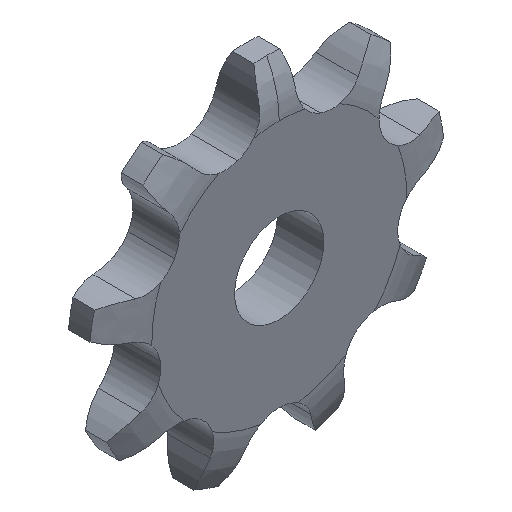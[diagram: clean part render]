
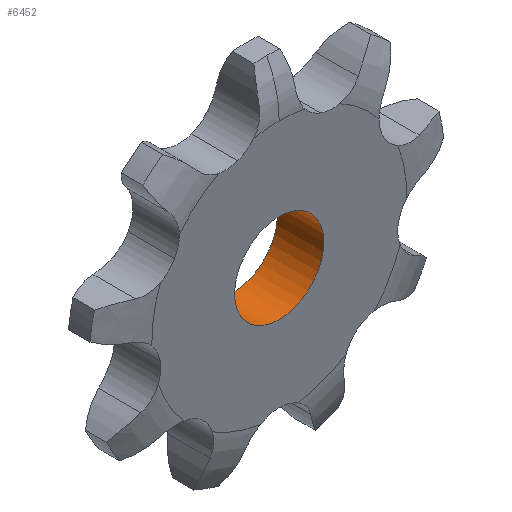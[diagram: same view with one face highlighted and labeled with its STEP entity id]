
A CAD part, isometric view. The second image highlights one B-rep face of the part: STEP entity #6452.
In plain terms, the highlighted cylindrical face has radius 2.5 mm (diameter 5 mm), a full revolution.
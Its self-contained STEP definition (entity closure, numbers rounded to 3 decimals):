
#210 = PLANE('',#211);
#211 = AXIS2_PLACEMENT_3D('',#212,#213,#214);
#212 = CARTESIAN_POINT('',(0.,0.,
    0.));
#213 = DIRECTION('',(0.,1.,0.));
#214 = DIRECTION('',(0.,0.,-1.));
#493 = PLANE('',#494);
#494 = AXIS2_PLACEMENT_3D('',#495,#496,#497);
#495 = CARTESIAN_POINT('',(0.,-2.6,0.)
  );
#496 = DIRECTION('',(0.,-1.,0.));
#497 = DIRECTION('',(0.,0.,1.));
#1806 = EDGE_CURVE('',#1807,#1807,#1809,.T.);
#1807 = VERTEX_POINT('',#1808);
#1808 = CARTESIAN_POINT('',(2.5,0.,0.));
#1809 = SURFACE_CURVE('',#1810,(#1815,#1826),.PCURVE_S1.);
#1810 = CIRCLE('',#1811,2.5);
#1811 = AXIS2_PLACEMENT_3D('',#1812,#1813,#1814);
#1812 = CARTESIAN_POINT('',(0.,0.,0.));
#1813 = DIRECTION('',(0.,-1.,0.));
#1814 = DIRECTION('',(1.,0.,0.));
#1815 = PCURVE('',#210,#1816);
#1816 = DEFINITIONAL_REPRESENTATION('',(#1817),#1825);
#1817 = ( BOUNDED_CURVE() B_SPLINE_CURVE(2,(#1818,#1819,#1820,#1821,
#1822,#1823,#1824),.UNSPECIFIED.,.T.,.F.) B_SPLINE_CURVE_WITH_KNOTS((1,2
    ,2,2,2,1),(-2.094,0.,2.094,4.189,
6.283,8.378),.UNSPECIFIED.) CURVE() 
GEOMETRIC_REPRESENTATION_ITEM() RATIONAL_B_SPLINE_CURVE((1.,0.5,1.,0.5,
1.,0.5,1.)) REPRESENTATION_ITEM('') );
#1818 = CARTESIAN_POINT('',(0.,-2.5));
#1819 = CARTESIAN_POINT('',(-4.33,-2.5));
#1820 = CARTESIAN_POINT('',(-2.165,1.25));
#1821 = CARTESIAN_POINT('',(0.,5.));
#1822 = CARTESIAN_POINT('',(2.165,1.25));
#1823 = CARTESIAN_POINT('',(4.33,-2.5));
#1824 = CARTESIAN_POINT('',(0.,-2.5));
#1825 = ( GEOMETRIC_REPRESENTATION_CONTEXT(2) 
PARAMETRIC_REPRESENTATION_CONTEXT() REPRESENTATION_CONTEXT('2D SPACE',''
  ) );
#1826 = PCURVE('',#1827,#1832);
#1827 = CYLINDRICAL_SURFACE('',#1828,2.5);
#1828 = AXIS2_PLACEMENT_3D('',#1829,#1830,#1831);
#1829 = CARTESIAN_POINT('',(0.,0.,0.));
#1830 = DIRECTION('',(0.,1.,0.));
#1831 = DIRECTION('',(1.,0.,0.));
#1832 = DEFINITIONAL_REPRESENTATION('',(#1833),#1837);
#1833 = LINE('',#1834,#1835);
#1834 = CARTESIAN_POINT('',(-0.,0.));
#1835 = VECTOR('',#1836,1.);
#1836 = DIRECTION('',(-1.,0.));
#1837 = ( GEOMETRIC_REPRESENTATION_CONTEXT(2) 
PARAMETRIC_REPRESENTATION_CONTEXT() REPRESENTATION_CONTEXT('2D SPACE',''
  ) );
#2968 = EDGE_CURVE('',#2969,#2969,#2971,.T.);
#2969 = VERTEX_POINT('',#2970);
#2970 = CARTESIAN_POINT('',(2.5,-2.6,0.));
#2971 = SURFACE_CURVE('',#2972,(#2977,#2988),.PCURVE_S1.);
#2972 = CIRCLE('',#2973,2.5);
#2973 = AXIS2_PLACEMENT_3D('',#2974,#2975,#2976);
#2974 = CARTESIAN_POINT('',(0.,-2.6,0.));
#2975 = DIRECTION('',(-0.,1.,0.));
#2976 = DIRECTION('',(1.,0.,0.));
#2977 = PCURVE('',#493,#2978);
#2978 = DEFINITIONAL_REPRESENTATION('',(#2979),#2987);
#2979 = ( BOUNDED_CURVE() B_SPLINE_CURVE(2,(#2980,#2981,#2982,#2983,
#2984,#2985,#2986),.UNSPECIFIED.,.T.,.F.) B_SPLINE_CURVE_WITH_KNOTS((1,2
    ,2,2,2,1),(-2.094,0.,2.094,4.189,
6.283,8.378),.UNSPECIFIED.) CURVE() 
GEOMETRIC_REPRESENTATION_ITEM() RATIONAL_B_SPLINE_CURVE((1.,0.5,1.,0.5,
1.,0.5,1.)) REPRESENTATION_ITEM('') );
#2980 = CARTESIAN_POINT('',(0.,-2.5));
#2981 = CARTESIAN_POINT('',(-4.33,-2.5));
#2982 = CARTESIAN_POINT('',(-2.165,1.25));
#2983 = CARTESIAN_POINT('',(0.,5.));
#2984 = CARTESIAN_POINT('',(2.165,1.25));
#2985 = CARTESIAN_POINT('',(4.33,-2.5));
#2986 = CARTESIAN_POINT('',(0.,-2.5));
#2987 = ( GEOMETRIC_REPRESENTATION_CONTEXT(2) 
PARAMETRIC_REPRESENTATION_CONTEXT() REPRESENTATION_CONTEXT('2D SPACE',''
  ) );
#2988 = PCURVE('',#1827,#2989);
#2989 = DEFINITIONAL_REPRESENTATION('',(#2990),#2994);
#2990 = LINE('',#2991,#2992);
#2991 = CARTESIAN_POINT('',(-6.283,-2.6));
#2992 = VECTOR('',#2993,1.);
#2993 = DIRECTION('',(1.,-0.));
#2994 = ( GEOMETRIC_REPRESENTATION_CONTEXT(2) 
PARAMETRIC_REPRESENTATION_CONTEXT() REPRESENTATION_CONTEXT('2D SPACE',''
  ) );
#6452 = ADVANCED_FACE('',(#6453),#1827,.F.);
#6453 = FACE_BOUND('',#6454,.T.);
#6454 = EDGE_LOOP('',(#6455,#6456,#6477,#6478));
#6455 = ORIENTED_EDGE('',*,*,#1806,.F.);
#6456 = ORIENTED_EDGE('',*,*,#6457,.T.);
#6457 = EDGE_CURVE('',#1807,#2969,#6458,.T.);
#6458 = SEAM_CURVE('',#6459,(#6463,#6470),.PCURVE_S1.);
#6459 = LINE('',#6460,#6461);
#6460 = CARTESIAN_POINT('',(2.5,0.,0.));
#6461 = VECTOR('',#6462,1.);
#6462 = DIRECTION('',(0.,-1.,0.));
#6463 = PCURVE('',#1827,#6464);
#6464 = DEFINITIONAL_REPRESENTATION('',(#6465),#6469);
#6465 = LINE('',#6466,#6467);
#6466 = CARTESIAN_POINT('',(-6.283,0.));
#6467 = VECTOR('',#6468,1.);
#6468 = DIRECTION('',(-0.,-1.));
#6469 = ( GEOMETRIC_REPRESENTATION_CONTEXT(2) 
PARAMETRIC_REPRESENTATION_CONTEXT() REPRESENTATION_CONTEXT('2D SPACE',''
  ) );
#6470 = PCURVE('',#1827,#6471);
#6471 = DEFINITIONAL_REPRESENTATION('',(#6472),#6476);
#6472 = LINE('',#6473,#6474);
#6473 = CARTESIAN_POINT('',(-0.,0.));
#6474 = VECTOR('',#6475,1.);
#6475 = DIRECTION('',(-0.,-1.));
#6476 = ( GEOMETRIC_REPRESENTATION_CONTEXT(2) 
PARAMETRIC_REPRESENTATION_CONTEXT() REPRESENTATION_CONTEXT('2D SPACE',''
  ) );
#6477 = ORIENTED_EDGE('',*,*,#2968,.F.);
#6478 = ORIENTED_EDGE('',*,*,#6457,.F.);
